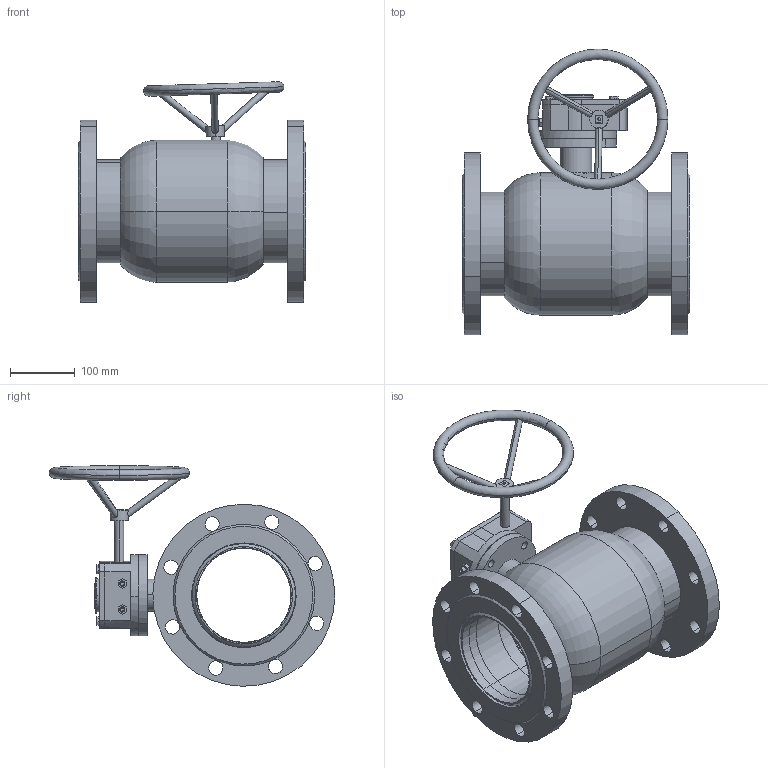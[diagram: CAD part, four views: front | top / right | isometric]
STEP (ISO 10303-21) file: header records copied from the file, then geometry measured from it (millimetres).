
FILE_DESCRIPTION (( 'STEP AP214' ), '1' );
FILE_NAME ('DN150涡轮法兰球阀PN16.STEP', '2023-10-08T00:26:38', ( '' ), ( '' ), 'SwSTEP 2.0', 'SolidWorks 2019', '' );
FILE_SCHEMA (( 'AUTOMOTIVE_DESIGN' ));
Length unit declared in the file: millimetre
Products named in the file (10): Q61F-150-5粣杶; DN150涡轮法兰球阀PN16; Q61F-150-1概极樓馱; DN150忒謫; 125-150恦謫; 125-150攫; 150楊擘1.6; Q61F-150-4傻諉; DN150恘謫; Q61F-125-3概裝
Assembly tree (11 placements, depth 3):
  DN150涡轮法兰球阀PN16
    Q61F-150-1概极樓馱
    Q61F-150-5粣杶
    Q61F-150-4傻諉  x2
    Q61F-125-3概裝
    125-150攫
    125-150恦謫
      DN150恘謫
      DN150忒謫
    150楊擘1.6  x2
Bounding box: 350 x 439.48 x 339.24 mm (x, y, z)
Volume: 4784544.5 mm3; surface area: 978868.3 mm2
Topology: 21 solids, 21 shells, 625 faces, 1606 edges, 1037 vertices
Faces by surface type: plane 359, cylinder 157, bspline 65, torus 28, cone 16
Entity records: 22927 total; most frequent: CARTESIAN_POINT 7439, ORIENTED_EDGE 2980, DIRECTION 2714, EDGE_CURVE 1490, LINE 972, VECTOR 972, VERTEX_POINT 967, AXIS2_PLACEMENT_3D 871
